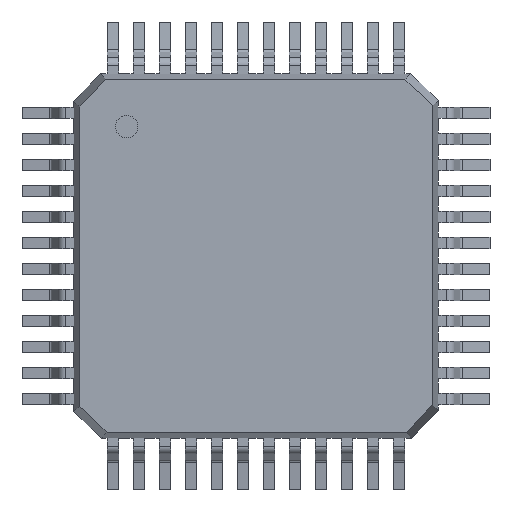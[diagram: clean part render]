
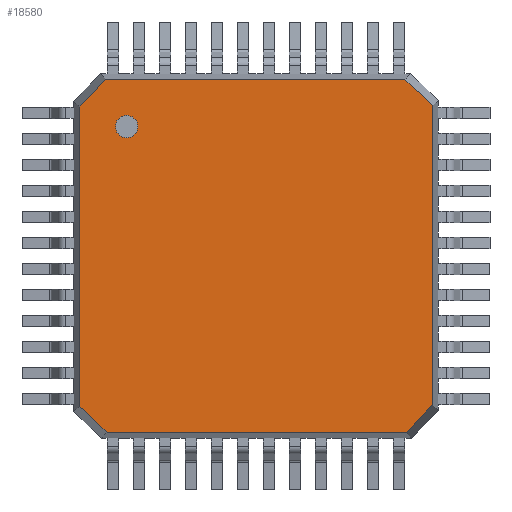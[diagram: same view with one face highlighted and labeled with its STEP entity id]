
A CAD part, top view. The second image highlights one B-rep face of the part: STEP entity #18580.
In plain terms, the highlighted planar face has unit normal (0, 0, 1).
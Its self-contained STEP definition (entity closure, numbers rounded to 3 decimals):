
#118 = VECTOR ( 'NONE', #18444, 1000. ) ;
#769 = CARTESIAN_POINT ( 'NONE',  ( 0.617, 6.894, 0.5 ) ) ;
#857 = EDGE_CURVE ( 'NONE', #18403, #5687, #3847, .T. ) ;
#1060 = VERTEX_POINT ( 'NONE', #9651 ) ;
#1077 = EDGE_CURVE ( 'NONE', #5687, #14773, #11412, .T. ) ;
#1078 = CARTESIAN_POINT ( 'NONE',  ( 1.016, 5.984, 0.5 ) ) ;
#1551 = ORIENTED_EDGE ( 'NONE', *, *, #857, .T. ) ;
#1598 = DIRECTION ( 'NONE',  ( 0., 1., 0. ) ) ;
#2144 = VECTOR ( 'NONE', #18995, 1000. ) ;
#2480 = LINE ( 'NONE', #14993, #20298 ) ;
#2591 = EDGE_LOOP ( 'NONE', ( #19593, #20557, #13944, #6050, #11455, #1551, #8266, #8399 ) ) ;
#2750 = DIRECTION ( 'NONE',  ( 1., 0., 0. ) ) ;
#3087 = EDGE_CURVE ( 'NONE', #12756, #15599, #7910, .T. ) ;
#3289 = VERTEX_POINT ( 'NONE', #7147 ) ;
#3295 = DIRECTION ( 'NONE',  ( -1., 0., 0. ) ) ;
#3335 = CARTESIAN_POINT ( 'NONE',  ( 0.103, 6.356, 0.5 ) ) ;
#3374 = EDGE_CURVE ( 'NONE', #14485, #3671, #20468, .T. ) ;
#3671 = VERTEX_POINT ( 'NONE', #19429 ) ;
#3847 = LINE ( 'NONE', #3335, #12217 ) ;
#4712 = DIRECTION ( 'NONE',  ( 0., 0., -1. ) ) ;
#5136 = EDGE_LOOP ( 'NONE', ( #18716, #6537 ) ) ;
#5574 = DIRECTION ( 'NONE',  ( -0.723, 0.691, 0. ) ) ;
#5687 = VERTEX_POINT ( 'NONE', #20627 ) ;
#6050 = ORIENTED_EDGE ( 'NONE', *, *, #21005, .T. ) ;
#6319 = PLANE ( 'NONE',  #8115 ) ;
#6463 = VECTOR ( 'NONE', #21456, 1000. ) ;
#6537 = ORIENTED_EDGE ( 'NONE', *, *, #7216, .F. ) ;
#6974 = VECTOR ( 'NONE', #8128, 1000. ) ;
#7147 = CARTESIAN_POINT ( 'NONE',  ( 1.23, 5.984, 0.5 ) ) ;
#7216 = EDGE_CURVE ( 'NONE', #1060, #3289, #18832, .T. ) ;
#7475 = LINE ( 'NONE', #20567, #15831 ) ;
#7910 = LINE ( 'NONE', #13290, #11837 ) ;
#8115 = AXIS2_PLACEMENT_3D ( 'NONE', #14719, #4712, #16408 ) ;
#8128 = DIRECTION ( 'NONE',  ( 0., -1., 0. ) ) ;
#8266 = ORIENTED_EDGE ( 'NONE', *, *, #1077, .T. ) ;
#8307 = CARTESIAN_POINT ( 'NONE',  ( 6.894, 0.641, 0.5 ) ) ;
#8315 = FACE_BOUND ( 'NONE', #5136, .T. ) ;
#8399 = ORIENTED_EDGE ( 'NONE', *, *, #8498, .T. ) ;
#8498 = EDGE_CURVE ( 'NONE', #14773, #14485, #19810, .T. ) ;
#8606 = CARTESIAN_POINT ( 'NONE',  ( 1.016, 5.984, 0.5 ) ) ;
#8931 = VERTEX_POINT ( 'NONE', #10691 ) ;
#9015 = LINE ( 'NONE', #11700, #118 ) ;
#9651 = CARTESIAN_POINT ( 'NONE',  ( 0.802, 5.984, 0.5 ) ) ;
#10088 = CARTESIAN_POINT ( 'NONE',  ( 6.894, 6.383, 0.5 ) ) ;
#10274 = DIRECTION ( 'NONE',  ( 1., 0., 0. ) ) ;
#10691 = CARTESIAN_POINT ( 'NONE',  ( 6.359, 6.894, 0.5 ) ) ;
#10714 = CARTESIAN_POINT ( 'NONE',  ( 0., 0.106, 0.5 ) ) ;
#11412 = LINE ( 'NONE', #19833, #6974 ) ;
#11455 = ORIENTED_EDGE ( 'NONE', *, *, #21416, .T. ) ;
#11700 = CARTESIAN_POINT ( 'NONE',  ( 6.891, 0.638, 0.5 ) ) ;
#11707 = FACE_OUTER_BOUND ( 'NONE', #2591, .T. ) ;
#11837 = VECTOR ( 'NONE', #1598, 1000. ) ;
#12217 = VECTOR ( 'NONE', #18407, 1000. ) ;
#12756 = VERTEX_POINT ( 'NONE', #8307 ) ;
#12766 = DIRECTION ( 'NONE',  ( 0., 0., 1. ) ) ;
#13290 = CARTESIAN_POINT ( 'NONE',  ( 6.894, 0., 0.5 ) ) ;
#13944 = ORIENTED_EDGE ( 'NONE', *, *, #3087, .T. ) ;
#14485 = VERTEX_POINT ( 'NONE', #15143 ) ;
#14605 = CIRCLE ( 'NONE', #19584, 0.214 ) ;
#14719 = CARTESIAN_POINT ( 'NONE',  ( 0., 0., 0.5 ) ) ;
#14773 = VERTEX_POINT ( 'NONE', #21198 ) ;
#14993 = CARTESIAN_POINT ( 'NONE',  ( 0., 6.894, 0.5 ) ) ;
#15143 = CARTESIAN_POINT ( 'NONE',  ( 0.641, 0.106, 0.5 ) ) ;
#15599 = VERTEX_POINT ( 'NONE', #10088 ) ;
#15831 = VECTOR ( 'NONE', #5574, 1000. ) ;
#16386 = CARTESIAN_POINT ( 'NONE',  ( 0.638, 0.109, 0.5 ) ) ;
#16408 = DIRECTION ( 'NONE',  ( -1., 0., 0. ) ) ;
#16978 = AXIS2_PLACEMENT_3D ( 'NONE', #1078, #12766, #2750 ) ;
#17327 = EDGE_CURVE ( 'NONE', #3289, #1060, #14605, .T. ) ;
#18403 = VERTEX_POINT ( 'NONE', #769 ) ;
#18407 = DIRECTION ( 'NONE',  ( -0.691, -0.723, 0. ) ) ;
#18444 = DIRECTION ( 'NONE',  ( 0.691, 0.723, 0. ) ) ;
#18580 = ADVANCED_FACE ( 'NONE', ( #8315, #11707 ), #6319, .F. ) ;
#18716 = ORIENTED_EDGE ( 'NONE', *, *, #17327, .F. ) ;
#18832 = CIRCLE ( 'NONE', #16978, 0.214 ) ;
#18995 = DIRECTION ( 'NONE',  ( 1., 0., 0. ) ) ;
#19429 = CARTESIAN_POINT ( 'NONE',  ( 6.383, 0.106, 0.5 ) ) ;
#19584 = AXIS2_PLACEMENT_3D ( 'NONE', #8606, #20310, #10274 ) ;
#19593 = ORIENTED_EDGE ( 'NONE', *, *, #3374, .T. ) ;
#19725 = EDGE_CURVE ( 'NONE', #3671, #12756, #9015, .T. ) ;
#19810 = LINE ( 'NONE', #16386, #6463 ) ;
#19833 = CARTESIAN_POINT ( 'NONE',  ( 0.106, 0., 0.5 ) ) ;
#20298 = VECTOR ( 'NONE', #3295, 1000. ) ;
#20310 = DIRECTION ( 'NONE',  ( 0., 0., 1. ) ) ;
#20468 = LINE ( 'NONE', #10714, #2144 ) ;
#20557 = ORIENTED_EDGE ( 'NONE', *, *, #19725, .T. ) ;
#20567 = CARTESIAN_POINT ( 'NONE',  ( 6.356, 6.897, 0.5 ) ) ;
#20627 = CARTESIAN_POINT ( 'NONE',  ( 0.106, 6.359, 0.5 ) ) ;
#21005 = EDGE_CURVE ( 'NONE', #15599, #8931, #7475, .T. ) ;
#21198 = CARTESIAN_POINT ( 'NONE',  ( 0.106, 0.617, 0.5 ) ) ;
#21416 = EDGE_CURVE ( 'NONE', #8931, #18403, #2480, .T. ) ;
#21456 = DIRECTION ( 'NONE',  ( 0.723, -0.691, 0. ) ) ;
